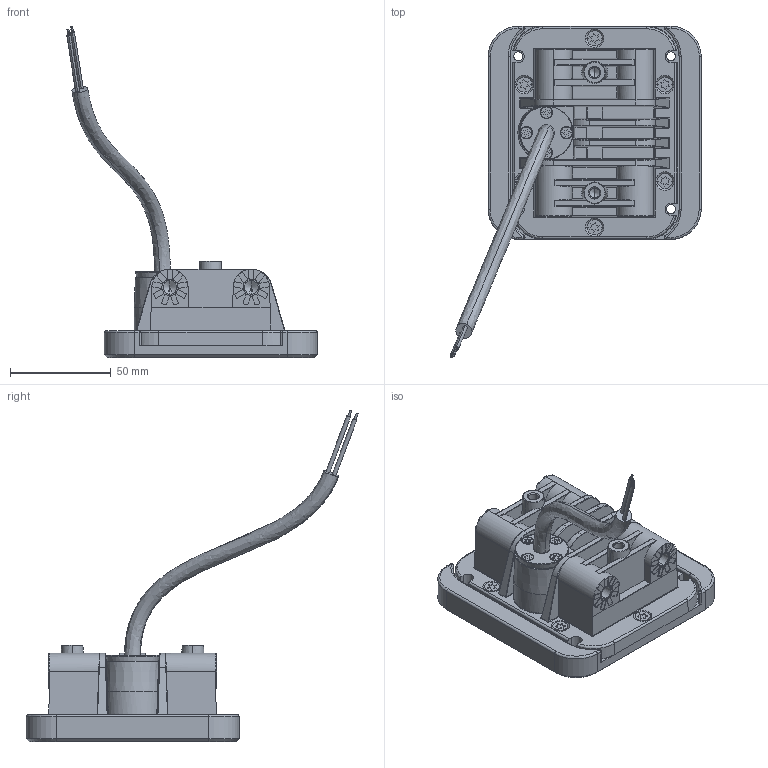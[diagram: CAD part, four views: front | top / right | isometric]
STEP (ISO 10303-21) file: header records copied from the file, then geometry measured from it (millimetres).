
FILE_DESCRIPTION (( 'STEP AP214' ), '1' );
FILE_NAME ('DK160306GB11.STEP', '2018-10-26T12:46:20', ( '' ), ( '' ), 'SwSTEP 2.0', 'SolidWorks 2017', '' );
FILE_SCHEMA (( 'AUTOMOTIVE_DESIGN' ));
Length unit declared in the file: millimetre
Products named in the file (1): DK160306GB11
Bounding box: 124.56 x 165.16 x 164.88 mm (x, y, z)
Volume: 231376.9 mm3; surface area: 88136.8 mm2
Topology: 1 solids, 16 shells, 1313 faces, 3375 edges, 2139 vertices
Faces by surface type: cylinder 532, plane 515, bspline 143, cone 123
Entity records: 48046 total; most frequent: CARTESIAN_POINT 12239, ORIENTED_EDGE 6654, DIRECTION 6445, EDGE_CURVE 3327, AXIS2_PLACEMENT_3D 2346, VERTEX_POINT 2139, VECTOR 1753, LINE 1753
